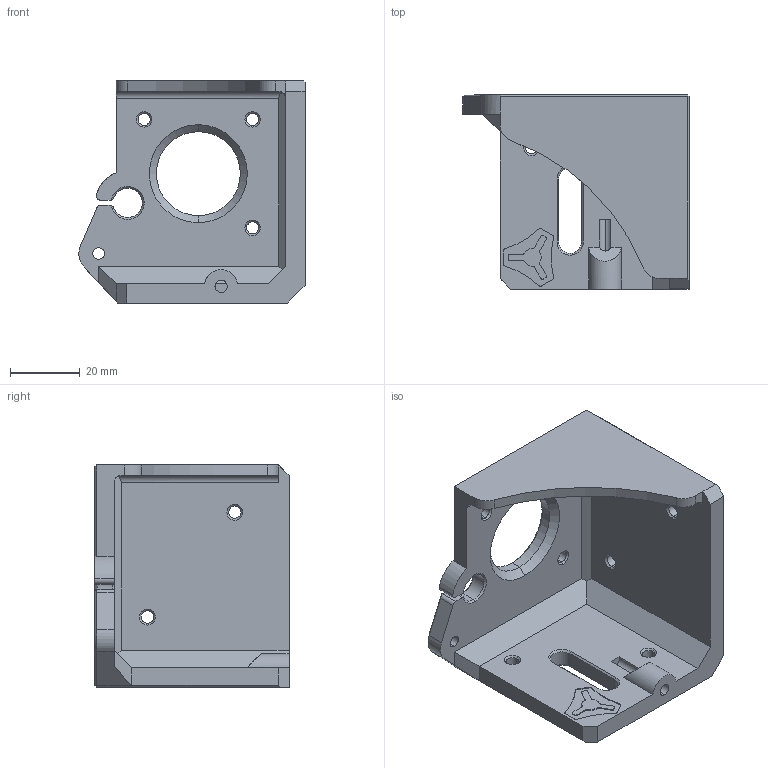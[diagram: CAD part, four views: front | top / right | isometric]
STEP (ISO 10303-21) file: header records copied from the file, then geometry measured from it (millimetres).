
FILE_DESCRIPTION (( 'STEP AP203' ), '1' );
FILE_NAME ('Z_Mount_L.STEP', '2019-10-13T00:07:45', ( '' ), ( '' ), 'SwSTEP 2.0', 'SolidWorks 2018', '' );
FILE_SCHEMA (( 'CONFIG_CONTROL_DESIGN' ));
Length unit declared in the file: millimetre
Products named in the file (1): Z_Mount_L
Bounding box: 64.64 x 55.5 x 63.5 mm (x, y, z)
Volume: 50881.6 mm3; surface area: 21857.1 mm2
Topology: 1 solids, 1 shells, 167 faces, 433 edges, 269 vertices
Faces by surface type: cylinder 66, plane 56, cone 42, bspline 3
Entity records: 5688 total; most frequent: CARTESIAN_POINT 1416, DIRECTION 911, ORIENTED_EDGE 866, EDGE_CURVE 433, AXIS2_PLACEMENT_3D 333, VERTEX_POINT 269, VECTOR 245, LINE 245
